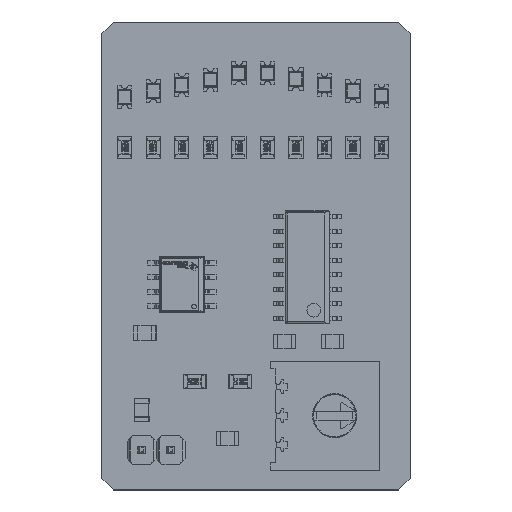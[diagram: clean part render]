
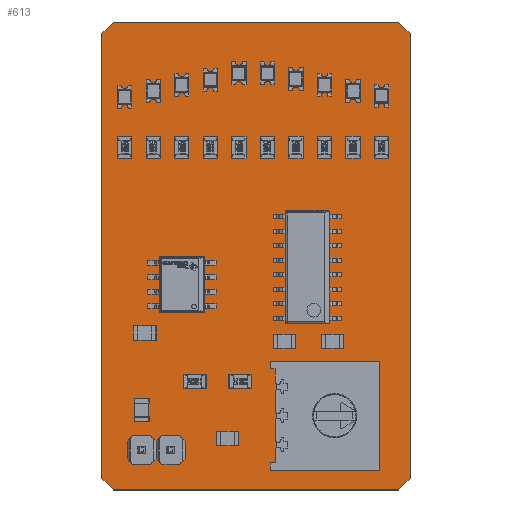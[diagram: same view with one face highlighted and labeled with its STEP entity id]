
A CAD part, top view. The second image highlights one B-rep face of the part: STEP entity #613.
In plain terms, the highlighted planar face has unit normal (0, 0, 1).
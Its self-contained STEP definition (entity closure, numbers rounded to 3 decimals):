
#176 = VERTEX_POINT('',#177);
#177 = CARTESIAN_POINT('',(1.,0.,1.721));
#183 = EDGE_CURVE('',#176,#184,#186,.T.);
#184 = VERTEX_POINT('',#185);
#185 = CARTESIAN_POINT('',(0.,1.,1.721));
#186 = LINE('',#187,#188);
#187 = CARTESIAN_POINT('',(1.,0.,1.721));
#188 = VECTOR('',#189,1.);
#189 = DIRECTION('',(-0.707,0.707,0.));
#214 = EDGE_CURVE('',#184,#215,#217,.T.);
#215 = VERTEX_POINT('',#216);
#216 = CARTESIAN_POINT('',(0.,40.,1.721));
#217 = LINE('',#218,#219);
#218 = CARTESIAN_POINT('',(0.,1.,1.721));
#219 = VECTOR('',#220,1.);
#220 = DIRECTION('',(0.,1.,0.));
#245 = EDGE_CURVE('',#215,#246,#248,.T.);
#246 = VERTEX_POINT('',#247);
#247 = CARTESIAN_POINT('',(1.,41.,1.721));
#248 = LINE('',#249,#250);
#249 = CARTESIAN_POINT('',(0.,40.,1.721));
#250 = VECTOR('',#251,1.);
#251 = DIRECTION('',(0.707,0.707,0.));
#276 = EDGE_CURVE('',#246,#277,#279,.T.);
#277 = VERTEX_POINT('',#278);
#278 = CARTESIAN_POINT('',(26.,41.,1.721));
#279 = LINE('',#280,#281);
#280 = CARTESIAN_POINT('',(1.,41.,1.721));
#281 = VECTOR('',#282,1.);
#282 = DIRECTION('',(1.,0.,0.));
#307 = EDGE_CURVE('',#277,#308,#310,.T.);
#308 = VERTEX_POINT('',#309);
#309 = CARTESIAN_POINT('',(27.,40.,1.721));
#310 = LINE('',#311,#312);
#311 = CARTESIAN_POINT('',(26.,41.,1.721));
#312 = VECTOR('',#313,1.);
#313 = DIRECTION('',(0.707,-0.707,0.));
#338 = EDGE_CURVE('',#308,#339,#341,.T.);
#339 = VERTEX_POINT('',#340);
#340 = CARTESIAN_POINT('',(27.,1.,1.721));
#341 = LINE('',#342,#343);
#342 = CARTESIAN_POINT('',(27.,40.,1.721));
#343 = VECTOR('',#344,1.);
#344 = DIRECTION('',(0.,-1.,0.));
#369 = EDGE_CURVE('',#339,#370,#372,.T.);
#370 = VERTEX_POINT('',#371);
#371 = CARTESIAN_POINT('',(26.,0.,1.721));
#372 = LINE('',#373,#374);
#373 = CARTESIAN_POINT('',(27.,1.,1.721));
#374 = VECTOR('',#375,1.);
#375 = DIRECTION('',(-0.707,-0.707,0.));
#400 = EDGE_CURVE('',#370,#176,#401,.T.);
#401 = LINE('',#402,#403);
#402 = CARTESIAN_POINT('',(26.,0.,1.721));
#403 = VECTOR('',#404,1.);
#404 = DIRECTION('',(-1.,0.,0.));
#424 = VERTEX_POINT('',#425);
#425 = CARTESIAN_POINT('',(6.53,3.5,1.721));
#431 = EDGE_CURVE('',#424,#424,#432,.T.);
#432 = CIRCLE('',#433,0.51);
#433 = AXIS2_PLACEMENT_3D('',#434,#435,#436);
#434 = CARTESIAN_POINT('',(6.02,3.5,1.721));
#435 = DIRECTION('',(0.,0.,1.));
#436 = DIRECTION('',(1.,0.,-0.));
#457 = VERTEX_POINT('',#458);
#458 = CARTESIAN_POINT('',(3.99,3.5,1.721));
#464 = EDGE_CURVE('',#457,#457,#465,.T.);
#465 = CIRCLE('',#466,0.51);
#466 = AXIS2_PLACEMENT_3D('',#467,#468,#469);
#467 = CARTESIAN_POINT('',(3.48,3.5,1.721));
#468 = DIRECTION('',(0.,0.,1.));
#469 = DIRECTION('',(1.,0.,-0.));
#490 = VERTEX_POINT('',#491);
#491 = CARTESIAN_POINT('',(19.885,3.96,1.721));
#497 = EDGE_CURVE('',#490,#490,#498,.T.);
#498 = CIRCLE('',#499,0.345);
#499 = AXIS2_PLACEMENT_3D('',#500,#501,#502);
#500 = CARTESIAN_POINT('',(19.54,3.96,1.721));
#501 = DIRECTION('',(0.,0.,1.));
#502 = DIRECTION('',(1.,0.,-0.));
#523 = VERTEX_POINT('',#524);
#524 = CARTESIAN_POINT('',(17.345,6.5,1.721));
#530 = EDGE_CURVE('',#523,#523,#531,.T.);
#531 = CIRCLE('',#532,0.345);
#532 = AXIS2_PLACEMENT_3D('',#533,#534,#535);
#533 = CARTESIAN_POINT('',(17.,6.5,1.721));
#534 = DIRECTION('',(0.,0.,1.));
#535 = DIRECTION('',(1.,0.,-0.));
#556 = VERTEX_POINT('',#557);
#557 = CARTESIAN_POINT('',(19.885,9.04,1.721));
#563 = EDGE_CURVE('',#556,#556,#564,.T.);
#564 = CIRCLE('',#565,0.345);
#565 = AXIS2_PLACEMENT_3D('',#566,#567,#568);
#566 = CARTESIAN_POINT('',(19.54,9.04,1.721));
#567 = DIRECTION('',(0.,0.,1.));
#568 = DIRECTION('',(1.,0.,-0.));
#613 = ADVANCED_FACE('',(#614,#624,#627,#630,#633,#636),#639,.F.);
#614 = FACE_BOUND('',#615,.F.);
#615 = EDGE_LOOP('',(#616,#617,#618,#619,#620,#621,#622,#623));
#616 = ORIENTED_EDGE('',*,*,#183,.T.);
#617 = ORIENTED_EDGE('',*,*,#214,.T.);
#618 = ORIENTED_EDGE('',*,*,#245,.T.);
#619 = ORIENTED_EDGE('',*,*,#276,.T.);
#620 = ORIENTED_EDGE('',*,*,#307,.T.);
#621 = ORIENTED_EDGE('',*,*,#338,.T.);
#622 = ORIENTED_EDGE('',*,*,#369,.T.);
#623 = ORIENTED_EDGE('',*,*,#400,.T.);
#624 = FACE_BOUND('',#625,.F.);
#625 = EDGE_LOOP('',(#626));
#626 = ORIENTED_EDGE('',*,*,#431,.T.);
#627 = FACE_BOUND('',#628,.F.);
#628 = EDGE_LOOP('',(#629));
#629 = ORIENTED_EDGE('',*,*,#464,.T.);
#630 = FACE_BOUND('',#631,.F.);
#631 = EDGE_LOOP('',(#632));
#632 = ORIENTED_EDGE('',*,*,#497,.T.);
#633 = FACE_BOUND('',#634,.F.);
#634 = EDGE_LOOP('',(#635));
#635 = ORIENTED_EDGE('',*,*,#530,.T.);
#636 = FACE_BOUND('',#637,.F.);
#637 = EDGE_LOOP('',(#638));
#638 = ORIENTED_EDGE('',*,*,#563,.T.);
#639 = PLANE('',#640);
#640 = AXIS2_PLACEMENT_3D('',#641,#642,#643);
#641 = CARTESIAN_POINT('',(13.5,20.5,1.721));
#642 = DIRECTION('',(-0.,-0.,-1.));
#643 = DIRECTION('',(-1.,0.,0.));
